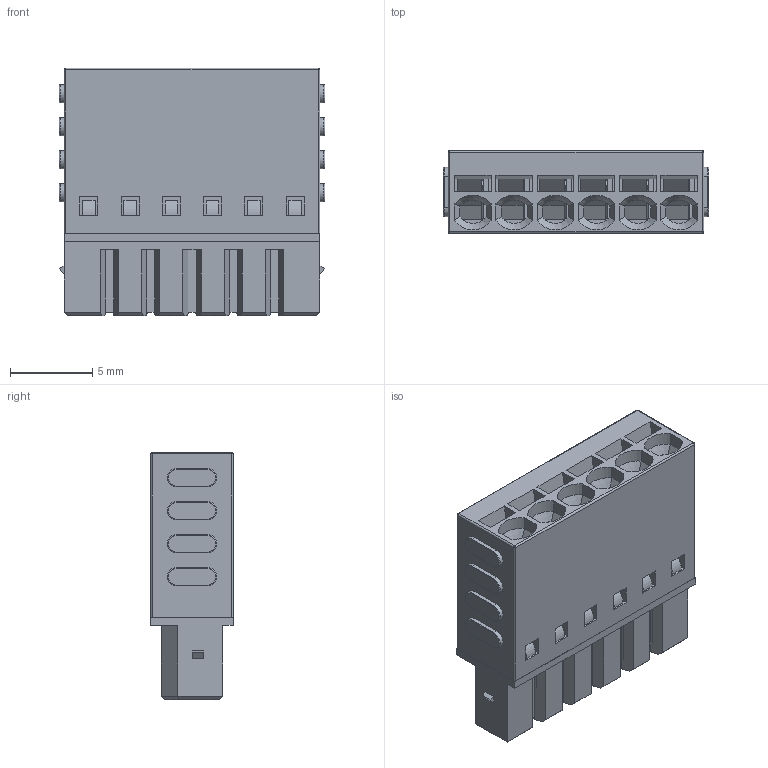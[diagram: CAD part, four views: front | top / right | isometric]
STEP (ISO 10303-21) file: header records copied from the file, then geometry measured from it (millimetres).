
FILE_DESCRIPTION(/* description */ ('Unknown'),/* implementation_level */ '2;1');
FILE_NAME(/* name */ '691346000006B',/* time_stamp */ '2020-07-21T17:16:17+02:00',/* author */ ('Unknown'),/* organization */ ('Unknown'),/* preprocessor_version */ 'ST-DEVELOPER v16.7',/* originating_system */ 'DEX',/* authorisation */ $);
FILE_SCHEMA (('AUTOMOTIVE_DESIGN {1 0 10303 214 3 1 1}'));
Length unit declared in the file: millimetre
Products named in the file (7): 6913460000xxB; 6913460000xxB_Body; 691346000006B_Body; 691346000006B_Lever; 6913460000xxB_Pin; 6913460000xxB_Spring
Assembly tree (11 placements, depth 3):
  6913460000xxB
    6913460000xxB_Body
      691346000006B_Body
      691346000006B_Lever
    6913460000xxB_Pin  x6
      6913460000xxB_Pin
      6913460000xxB_Spring
Bounding box: 16.1 x 5 x 15 mm (x, y, z)
Volume: 562.8 mm3; surface area: 2985.6 mm2
Topology: 14 solids, 14 shells, 1722 faces, 4492 edges, 2816 vertices
Faces by surface type: plane 1268, cylinder 374, torus 40, bspline 24, cone 12, sphere 4
Full cylindrical faces by diameter (mm): 0.75 x12
Entity records: 26784 total; most frequent: CARTESIAN_POINT 4776, ORIENTED_EDGE 4572, DIRECTION 4354, EDGE_CURVE 2286, LINE 1934, VECTOR 1934, VERTEX_POINT 1440, AXIS2_PLACEMENT_3D 1210
